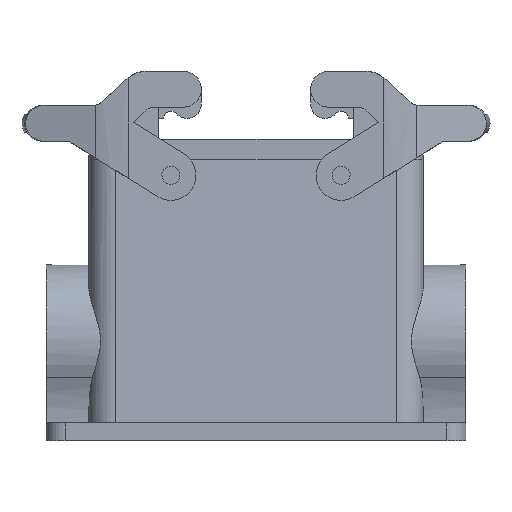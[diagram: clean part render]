
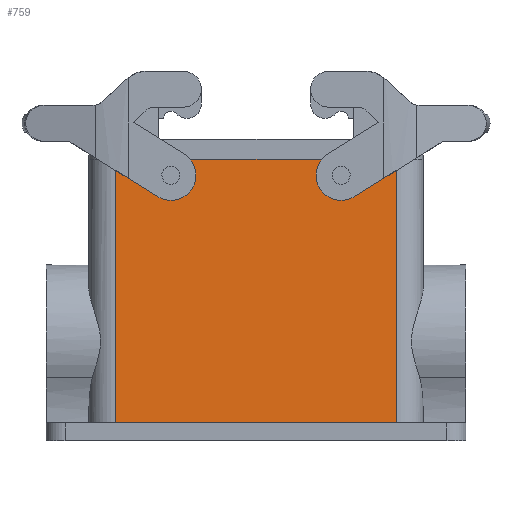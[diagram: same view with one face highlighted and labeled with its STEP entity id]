
A CAD part, left-side view. The second image highlights one B-rep face of the part: STEP entity #759.
In plain terms, the highlighted planar face has unit normal (-0.999, 0, 0.035).
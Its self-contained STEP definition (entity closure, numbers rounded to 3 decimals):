
#666=AXIS2_PLACEMENT_3D('Plane Axis2P3D',#663,#664,#665) ;
#270=CARTESIAN_POINT('Vertex',(4.433,26.1,5.)) ;
#273=CARTESIAN_POINT('Line Origine',(4.433,65.25,5.)) ;
#277=CARTESIAN_POINT('Vertex',(4.433,104.4,5.)) ;
#663=CARTESIAN_POINT('Axis2P3D Location',(7.,65.25,78.5)) ;
#668=CARTESIAN_POINT('Line Origine',(5.664,26.1,40.25)) ;
#672=CARTESIAN_POINT('Vertex',(7.,26.1,78.5)) ;
#675=CARTESIAN_POINT('Line Origine',(7.,65.25,78.5)) ;
#679=CARTESIAN_POINT('Vertex',(7.,104.4,78.5)) ;
#682=CARTESIAN_POINT('Line Origine',(5.664,104.4,40.25)) ;
#694=CARTESIAN_POINT('Control Point',(6.809,87.245,73.041)) ;
#695=CARTESIAN_POINT('Control Point',(6.791,87.539,72.502)) ;
#696=CARTESIAN_POINT('Control Point',(6.776,88.041,72.076)) ;
#697=CARTESIAN_POINT('Control Point',(6.769,88.694,71.872)) ;
#698=CARTESIAN_POINT('Control Point',(6.773,90.034,72.005)) ;
#699=CARTESIAN_POINT('Control Point',(6.809,90.93,73.021)) ;
#700=CARTESIAN_POINT('Control Point',(6.833,91.145,73.709)) ;
#701=CARTESIAN_POINT('Control Point',(6.857,91.063,74.396)) ;
#702=CARTESIAN_POINT('Control Point',(6.876,90.755,74.959)) ;
#703=CARTESIAN_POINT('Vertex',(6.809,87.245,73.041)) ;
#705=CARTESIAN_POINT('Vertex',(6.876,90.755,74.959)) ;
#709=CARTESIAN_POINT('Control Point',(6.876,90.755,74.959)) ;
#710=CARTESIAN_POINT('Control Point',(6.894,90.486,75.451)) ;
#711=CARTESIAN_POINT('Control Point',(6.907,90.045,75.849)) ;
#712=CARTESIAN_POINT('Control Point',(6.915,89.473,76.071)) ;
#713=CARTESIAN_POINT('Control Point',(6.915,88.482,76.076)) ;
#714=CARTESIAN_POINT('Control Point',(6.897,87.669,75.564)) ;
#715=CARTESIAN_POINT('Control Point',(6.888,87.398,75.285)) ;
#716=CARTESIAN_POINT('Control Point',(6.866,87.035,74.67)) ;
#717=CARTESIAN_POINT('Control Point',(6.842,86.961,73.965)) ;
#718=CARTESIAN_POINT('Control Point',(6.83,86.993,73.636)) ;
#719=CARTESIAN_POINT('Control Point',(6.819,87.091,73.323)) ;
#720=CARTESIAN_POINT('Control Point',(6.809,87.245,73.041)) ;
#727=CARTESIAN_POINT('Control Point',(6.876,39.745,74.959)) ;
#728=CARTESIAN_POINT('Control Point',(6.894,40.014,75.451)) ;
#729=CARTESIAN_POINT('Control Point',(6.907,40.455,75.849)) ;
#730=CARTESIAN_POINT('Control Point',(6.915,41.027,76.071)) ;
#731=CARTESIAN_POINT('Control Point',(6.915,42.018,76.076)) ;
#732=CARTESIAN_POINT('Control Point',(6.897,42.831,75.564)) ;
#733=CARTESIAN_POINT('Control Point',(6.888,43.102,75.285)) ;
#734=CARTESIAN_POINT('Control Point',(6.866,43.465,74.67)) ;
#735=CARTESIAN_POINT('Control Point',(6.842,43.539,73.965)) ;
#736=CARTESIAN_POINT('Control Point',(6.83,43.507,73.636)) ;
#737=CARTESIAN_POINT('Control Point',(6.819,43.409,73.323)) ;
#738=CARTESIAN_POINT('Control Point',(6.809,43.255,73.041)) ;
#739=CARTESIAN_POINT('Vertex',(6.876,39.745,74.959)) ;
#741=CARTESIAN_POINT('Vertex',(6.809,43.255,73.041)) ;
#745=CARTESIAN_POINT('Control Point',(6.809,43.255,73.041)) ;
#746=CARTESIAN_POINT('Control Point',(6.791,42.961,72.502)) ;
#747=CARTESIAN_POINT('Control Point',(6.776,42.459,72.076)) ;
#748=CARTESIAN_POINT('Control Point',(6.769,41.806,71.872)) ;
#749=CARTESIAN_POINT('Control Point',(6.773,40.466,72.005)) ;
#750=CARTESIAN_POINT('Control Point',(6.809,39.57,73.021)) ;
#751=CARTESIAN_POINT('Control Point',(6.833,39.355,73.709)) ;
#752=CARTESIAN_POINT('Control Point',(6.857,39.437,74.396)) ;
#753=CARTESIAN_POINT('Control Point',(6.876,39.745,74.959)) ;
#274=DIRECTION('Vector Direction',(0.,1.,0.)) ;
#664=DIRECTION('Axis2P3D Direction',(-0.999,0.,0.035)) ;
#665=DIRECTION('Axis2P3D XDirection',(0.,1.,0.)) ;
#669=DIRECTION('Vector Direction',(-0.035,0.,-0.999)) ;
#676=DIRECTION('Vector Direction',(0.,1.,0.)) ;
#683=DIRECTION('Vector Direction',(-0.035,0.,-0.999)) ;
#275=VECTOR('Line Direction',#274,1.) ;
#670=VECTOR('Line Direction',#669,1.) ;
#677=VECTOR('Line Direction',#676,1.) ;
#684=VECTOR('Line Direction',#683,1.) ;
#688=ORIENTED_EDGE('',*,*,#674,.F.) ;
#689=ORIENTED_EDGE('',*,*,#681,.F.) ;
#690=ORIENTED_EDGE('',*,*,#686,.F.) ;
#691=ORIENTED_EDGE('',*,*,#279,.F.) ;
#723=ORIENTED_EDGE('',*,*,#707,.T.) ;
#724=ORIENTED_EDGE('',*,*,#721,.T.) ;
#756=ORIENTED_EDGE('',*,*,#743,.F.) ;
#757=ORIENTED_EDGE('',*,*,#754,.F.) ;
#725=FACE_BOUND('',#722,.T.) ;
#758=FACE_BOUND('',#755,.T.) ;
#759=ADVANCED_FACE('Hauptk\X2\00F6\X0\rper',(#692,#725,#758),#667,.T.) ;
#693=B_SPLINE_CURVE_WITH_KNOTS('',5,(#694,#695,#696,#697,#698,#699,#700,#701,#702),.UNSPECIFIED.,.F.,.U.,(6,3,6),(8.888,13.236,17.777),.UNSPECIFIED.) ;
#708=B_SPLINE_CURVE_WITH_KNOTS('',5,(#709,#710,#711,#712,#713,#714,#715,#716,#717,#718,#719,#720),.UNSPECIFIED.,.F.,.U.,(6,3,3,6),(0.,3.968,6.615,8.888),.UNSPECIFIED.) ;
#726=B_SPLINE_CURVE_WITH_KNOTS('',5,(#727,#728,#729,#730,#731,#732,#733,#734,#735,#736,#737,#738),.UNSPECIFIED.,.F.,.U.,(6,3,3,6),(0.,3.968,6.615,8.888),.UNSPECIFIED.) ;
#744=B_SPLINE_CURVE_WITH_KNOTS('',5,(#745,#746,#747,#748,#749,#750,#751,#752,#753),.UNSPECIFIED.,.F.,.U.,(6,3,6),(8.888,13.236,17.777),.UNSPECIFIED.) ;
#279=EDGE_CURVE('',#271,#278,#276,.T.) ;
#674=EDGE_CURVE('',#673,#271,#671,.T.) ;
#681=EDGE_CURVE('',#680,#673,#678,.F.) ;
#686=EDGE_CURVE('',#278,#680,#685,.F.) ;
#707=EDGE_CURVE('',#704,#706,#693,.T.) ;
#721=EDGE_CURVE('',#706,#704,#708,.T.) ;
#743=EDGE_CURVE('',#740,#742,#726,.T.) ;
#754=EDGE_CURVE('',#742,#740,#744,.T.) ;
#687=EDGE_LOOP('',(#688,#689,#690,#691)) ;
#722=EDGE_LOOP('',(#723,#724)) ;
#755=EDGE_LOOP('',(#756,#757)) ;
#692=FACE_OUTER_BOUND('',#687,.T.) ;
#276=LINE('Line',#273,#275) ;
#671=LINE('Line',#668,#670) ;
#678=LINE('Line',#675,#677) ;
#685=LINE('Line',#682,#684) ;
#667=PLANE('',#666) ;
#271=VERTEX_POINT('',#270) ;
#278=VERTEX_POINT('',#277) ;
#673=VERTEX_POINT('',#672) ;
#680=VERTEX_POINT('',#679) ;
#704=VERTEX_POINT('',#703) ;
#706=VERTEX_POINT('',#705) ;
#740=VERTEX_POINT('',#739) ;
#742=VERTEX_POINT('',#741) ;
